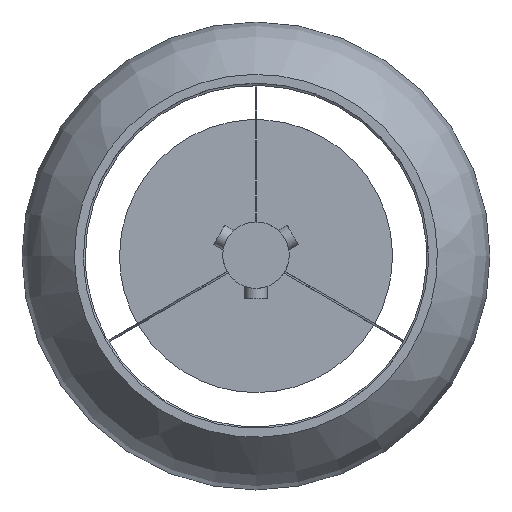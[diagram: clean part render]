
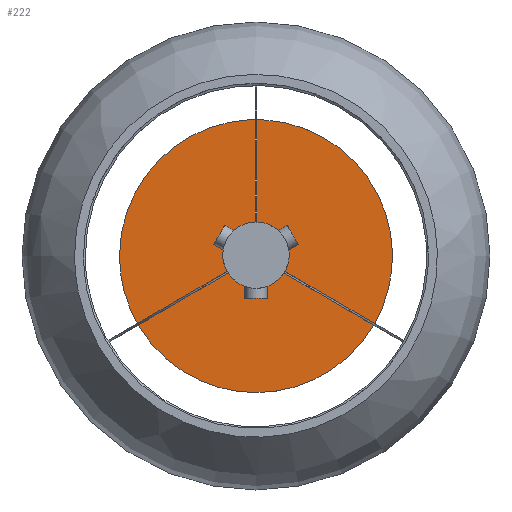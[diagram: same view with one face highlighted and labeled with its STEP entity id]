
A CAD part, top view. The second image highlights one B-rep face of the part: STEP entity #222.
In plain terms, the highlighted planar face has unit normal (0, 0, 1).
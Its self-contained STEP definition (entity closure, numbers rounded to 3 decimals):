
#222=ADVANCED_FACE('',(#353),#1963,.T.);
#353=FACE_OUTER_BOUND('',#484,.T.);
#484=EDGE_LOOP('',(#940));
#940=ORIENTED_EDGE('',*,*,#1346,.F.);
#1346=EDGE_CURVE('',#1883,#1883,#1668,.T.);
#1668=(
BOUNDED_CURVE()
B_SPLINE_CURVE(2,(#3259,#3260,#3261,#3262,#3263,#3264,#3265,#3266,#3267),
 .UNSPECIFIED.,.T.,.F.)
B_SPLINE_CURVE_WITH_KNOTS((3,2,2,2,3),(0.,369.059,738.117,
1107.176,1476.234),.UNSPECIFIED.)
CURVE()
GEOMETRIC_REPRESENTATION_ITEM()
RATIONAL_B_SPLINE_CURVE((1.,0.707,1.,0.707,1.,0.707,
1.,0.707,1.))
REPRESENTATION_ITEM('')
);
#1883=VERTEX_POINT('',#3257);
#1963=PLANE('',#2112);
#2112=AXIS2_PLACEMENT_3D('',#3255,#2153,$);
#2153=DIRECTION('',(0.,0.,1.));
#3255=CARTESIAN_POINT('',(293.688,-293.688,42.201));
#3257=CARTESIAN_POINT('',(-234.95,0.,42.201));
#3259=CARTESIAN_POINT('',(-234.95,0.,42.201));
#3260=CARTESIAN_POINT('',(-234.95,234.95,42.201));
#3261=CARTESIAN_POINT('',(0.,234.95,42.201));
#3262=CARTESIAN_POINT('',(234.95,234.95,42.201));
#3263=CARTESIAN_POINT('',(234.95,0.,42.201));
#3264=CARTESIAN_POINT('',(234.95,-234.95,42.201));
#3265=CARTESIAN_POINT('',(0.,-234.95,42.201));
#3266=CARTESIAN_POINT('',(-234.95,-234.95,42.201));
#3267=CARTESIAN_POINT('',(-234.95,0.,42.201));
